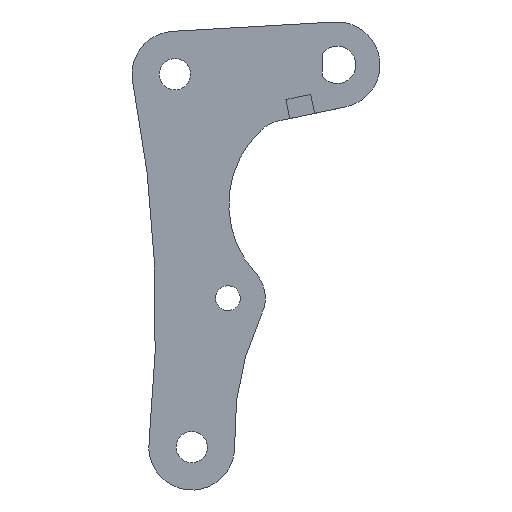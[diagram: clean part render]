
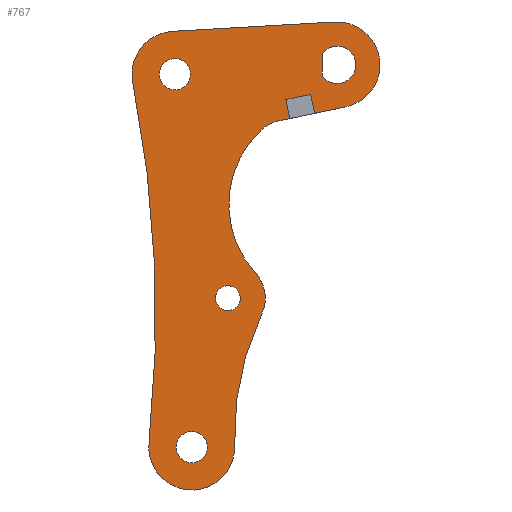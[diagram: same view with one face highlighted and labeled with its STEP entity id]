
A CAD part, left-side view. The second image highlights one B-rep face of the part: STEP entity #767.
In plain terms, the highlighted planar face has unit normal (-1, 0, 0).
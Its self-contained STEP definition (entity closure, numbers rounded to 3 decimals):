
#93=CARTESIAN_POINT('Vertex',(0.,4.,-3.)) ;
#96=CARTESIAN_POINT('Axis2P3D Location',(0.,0.,0.)) ;
#100=CARTESIAN_POINT('Vertex',(0.,4.,3.)) ;
#120=CARTESIAN_POINT('Line Origine',(0.,4.,0.)) ;
#155=CARTESIAN_POINT('Vertex',(0.,6.,-13.)) ;
#158=CARTESIAN_POINT('Line Origine',(0.,6.531,-10.455)) ;
#162=CARTESIAN_POINT('Vertex',(0.,7.062,-7.91)) ;
#189=CARTESIAN_POINT('Line Origine',(0.,10.391,-8.604)) ;
#193=CARTESIAN_POINT('Vertex',(0.,13.719,-9.299)) ;
#220=CARTESIAN_POINT('Line Origine',(0.,13.188,-11.844)) ;
#224=CARTESIAN_POINT('Vertex',(0.,12.657,-14.389)) ;
#257=CARTESIAN_POINT('Vertex',(0.,21.859,-55.749)) ;
#260=CARTESIAN_POINT('Axis2P3D Location',(0.,29.236,-62.5)) ;
#264=CARTESIAN_POINT('Vertex',(0.,20.208,-66.799)) ;
#291=CARTESIAN_POINT('Axis2P3D Location',(0.,-47.507,-99.045)) ;
#295=CARTESIAN_POINT('Vertex',(0.,27.437,-101.953)) ;
#322=CARTESIAN_POINT('Axis2P3D Location',(0.,38.928,-102.399)) ;
#326=CARTESIAN_POINT('Vertex',(0.,50.366,-101.203)) ;
#353=CARTESIAN_POINT('Axis2P3D Location',(0.,373.606,-67.424)) ;
#357=CARTESIAN_POINT('Vertex',(0.,54.712,-4.719)) ;
#384=CARTESIAN_POINT('Axis2P3D Location',(0.,43.428,-2.5)) ;
#388=CARTESIAN_POINT('Vertex',(0.,44.089,8.981)) ;
#415=CARTESIAN_POINT('Line Origine',(0.,22.375,10.231)) ;
#419=CARTESIAN_POINT('Vertex',(0.,0.661,11.481)) ;
#443=CARTESIAN_POINT('Vertex',(0.,32.153,-64.093)) ;
#448=CARTESIAN_POINT('Axis2P3D Location',(0.,29.236,-62.5)) ;
#452=CARTESIAN_POINT('Vertex',(0.,26.319,-60.907)) ;
#474=CARTESIAN_POINT('Axis2P3D Location',(0.,29.236,-62.5)) ;
#500=CARTESIAN_POINT('Vertex',(0.,42.603,-104.407)) ;
#505=CARTESIAN_POINT('Axis2P3D Location',(0.,38.928,-102.399)) ;
#509=CARTESIAN_POINT('Vertex',(0.,35.253,-100.391)) ;
#531=CARTESIAN_POINT('Axis2P3D Location',(0.,38.928,-102.399)) ;
#557=CARTESIAN_POINT('Vertex',(0.,47.103,-4.508)) ;
#562=CARTESIAN_POINT('Axis2P3D Location',(0.,43.428,-2.5)) ;
#566=CARTESIAN_POINT('Vertex',(0.,39.753,-0.492)) ;
#588=CARTESIAN_POINT('Axis2P3D Location',(0.,43.428,-2.5)) ;
#634=CARTESIAN_POINT('Axis2P3D Location',(0.,0.,0.)) ;
#638=CARTESIAN_POINT('Vertex',(0.,-2.349,-11.257)) ;
#706=CARTESIAN_POINT('Axis2P3D Location',(0.,0.,0.)) ;
#711=CARTESIAN_POINT('Line Origine',(0.,14.122,-14.695)) ;
#715=CARTESIAN_POINT('Vertex',(0.,15.588,-15.001)) ;
#718=CARTESIAN_POINT('Line Origine',(0.,1.825,-12.129)) ;
#723=CARTESIAN_POINT('Axis2P3D Location',(0.,1.773,-37.368)) ;
#727=CARTESIAN_POINT('Vertex',(0.,20.378,-17.489)) ;
#730=CARTESIAN_POINT('Axis2P3D Location',(0.,13.545,-24.79)) ;
#97=DIRECTION('Axis2P3D Direction',(1.,0.,0.)) ;
#121=DIRECTION('Vector Direction',(0.,0.,-1.)) ;
#159=DIRECTION('Vector Direction',(0.,-0.204,-0.979)) ;
#190=DIRECTION('Vector Direction',(0.,-0.979,0.204)) ;
#221=DIRECTION('Vector Direction',(0.,0.204,0.979)) ;
#261=DIRECTION('Axis2P3D Direction',(1.,0.,0.)) ;
#292=DIRECTION('Axis2P3D Direction',(1.,0.,0.)) ;
#323=DIRECTION('Axis2P3D Direction',(1.,0.,0.)) ;
#354=DIRECTION('Axis2P3D Direction',(1.,0.,0.)) ;
#385=DIRECTION('Axis2P3D Direction',(1.,0.,0.)) ;
#416=DIRECTION('Vector Direction',(0.,-0.998,0.057)) ;
#449=DIRECTION('Axis2P3D Direction',(-1.,0.,-0.)) ;
#475=DIRECTION('Axis2P3D Direction',(-1.,0.,-0.)) ;
#506=DIRECTION('Axis2P3D Direction',(-1.,0.,-0.)) ;
#532=DIRECTION('Axis2P3D Direction',(-1.,0.,-0.)) ;
#563=DIRECTION('Axis2P3D Direction',(-1.,0.,-0.)) ;
#589=DIRECTION('Axis2P3D Direction',(-1.,0.,-0.)) ;
#635=DIRECTION('Axis2P3D Direction',(1.,0.,0.)) ;
#707=DIRECTION('Axis2P3D Direction',(1.,0.,0.)) ;
#708=DIRECTION('Axis2P3D XDirection',(0.,1.,0.)) ;
#712=DIRECTION('Vector Direction',(0.,0.979,-0.204)) ;
#719=DIRECTION('Vector Direction',(0.,0.979,-0.204)) ;
#724=DIRECTION('Axis2P3D Direction',(1.,0.,0.)) ;
#731=DIRECTION('Axis2P3D Direction',(1.,0.,0.)) ;
#98=AXIS2_PLACEMENT_3D('Circle Axis2P3D',#96,#97,$) ;
#262=AXIS2_PLACEMENT_3D('Circle Axis2P3D',#260,#261,$) ;
#293=AXIS2_PLACEMENT_3D('Circle Axis2P3D',#291,#292,$) ;
#324=AXIS2_PLACEMENT_3D('Circle Axis2P3D',#322,#323,$) ;
#355=AXIS2_PLACEMENT_3D('Circle Axis2P3D',#353,#354,$) ;
#386=AXIS2_PLACEMENT_3D('Circle Axis2P3D',#384,#385,$) ;
#450=AXIS2_PLACEMENT_3D('Circle Axis2P3D',#448,#449,$) ;
#476=AXIS2_PLACEMENT_3D('Circle Axis2P3D',#474,#475,$) ;
#507=AXIS2_PLACEMENT_3D('Circle Axis2P3D',#505,#506,$) ;
#533=AXIS2_PLACEMENT_3D('Circle Axis2P3D',#531,#532,$) ;
#564=AXIS2_PLACEMENT_3D('Circle Axis2P3D',#562,#563,$) ;
#590=AXIS2_PLACEMENT_3D('Circle Axis2P3D',#588,#589,$) ;
#636=AXIS2_PLACEMENT_3D('Circle Axis2P3D',#634,#635,$) ;
#709=AXIS2_PLACEMENT_3D('Plane Axis2P3D',#706,#707,#708) ;
#725=AXIS2_PLACEMENT_3D('Circle Axis2P3D',#723,#724,$) ;
#732=AXIS2_PLACEMENT_3D('Circle Axis2P3D',#730,#731,$) ;
#736=ORIENTED_EDGE('',*,*,#717,.T.) ;
#737=ORIENTED_EDGE('',*,*,#226,.T.) ;
#738=ORIENTED_EDGE('',*,*,#195,.T.) ;
#739=ORIENTED_EDGE('',*,*,#164,.T.) ;
#740=ORIENTED_EDGE('',*,*,#722,.T.) ;
#741=ORIENTED_EDGE('',*,*,#640,.T.) ;
#742=ORIENTED_EDGE('',*,*,#421,.T.) ;
#743=ORIENTED_EDGE('',*,*,#390,.T.) ;
#744=ORIENTED_EDGE('',*,*,#359,.T.) ;
#745=ORIENTED_EDGE('',*,*,#328,.T.) ;
#746=ORIENTED_EDGE('',*,*,#297,.T.) ;
#747=ORIENTED_EDGE('',*,*,#266,.T.) ;
#748=ORIENTED_EDGE('',*,*,#729,.T.) ;
#749=ORIENTED_EDGE('',*,*,#734,.T.) ;
#752=ORIENTED_EDGE('',*,*,#124,.T.) ;
#753=ORIENTED_EDGE('',*,*,#102,.T.) ;
#756=ORIENTED_EDGE('',*,*,#478,.T.) ;
#757=ORIENTED_EDGE('',*,*,#454,.T.) ;
#760=ORIENTED_EDGE('',*,*,#535,.T.) ;
#761=ORIENTED_EDGE('',*,*,#511,.T.) ;
#764=ORIENTED_EDGE('',*,*,#592,.T.) ;
#765=ORIENTED_EDGE('',*,*,#568,.T.) ;
#754=FACE_BOUND('',#751,.T.) ;
#758=FACE_BOUND('',#755,.T.) ;
#762=FACE_BOUND('',#759,.T.) ;
#766=FACE_BOUND('',#763,.T.) ;
#122=VECTOR('Line Direction',#121,1.) ;
#160=VECTOR('Line Direction',#159,1.) ;
#191=VECTOR('Line Direction',#190,1.) ;
#222=VECTOR('Line Direction',#221,1.) ;
#417=VECTOR('Line Direction',#416,1.) ;
#713=VECTOR('Line Direction',#712,1.) ;
#720=VECTOR('Line Direction',#719,1.) ;
#767=ADVANCED_FACE('Corps principal',(#750,#754,#758,#762,#766),#710,.F.) ;
#99=CIRCLE('generated circle',#98,5.) ;
#263=CIRCLE('generated circle',#262,10.) ;
#294=CIRCLE('generated circle',#293,75.) ;
#325=CIRCLE('generated circle',#324,11.5) ;
#356=CIRCLE('generated circle',#355,325.) ;
#387=CIRCLE('generated circle',#386,11.5) ;
#451=CIRCLE('generated circle',#450,3.324) ;
#477=CIRCLE('generated circle',#476,3.324) ;
#508=CIRCLE('generated circle',#507,4.188) ;
#534=CIRCLE('generated circle',#533,4.188) ;
#565=CIRCLE('generated circle',#564,4.188) ;
#591=CIRCLE('generated circle',#590,4.188) ;
#637=CIRCLE('generated circle',#636,11.5) ;
#726=CIRCLE('generated circle',#725,27.227) ;
#733=CIRCLE('generated circle',#732,10.) ;
#102=EDGE_CURVE('',#101,#94,#99,.T.) ;
#124=EDGE_CURVE('',#94,#101,#123,.F.) ;
#164=EDGE_CURVE('',#163,#156,#161,.T.) ;
#195=EDGE_CURVE('',#194,#163,#192,.T.) ;
#226=EDGE_CURVE('',#225,#194,#223,.T.) ;
#266=EDGE_CURVE('',#265,#258,#263,.F.) ;
#297=EDGE_CURVE('',#296,#265,#294,.T.) ;
#328=EDGE_CURVE('',#327,#296,#325,.F.) ;
#359=EDGE_CURVE('',#358,#327,#356,.T.) ;
#390=EDGE_CURVE('',#389,#358,#387,.F.) ;
#421=EDGE_CURVE('',#420,#389,#418,.F.) ;
#454=EDGE_CURVE('',#453,#444,#451,.F.) ;
#478=EDGE_CURVE('',#444,#453,#477,.F.) ;
#511=EDGE_CURVE('',#510,#501,#508,.F.) ;
#535=EDGE_CURVE('',#501,#510,#534,.F.) ;
#568=EDGE_CURVE('',#567,#558,#565,.F.) ;
#592=EDGE_CURVE('',#558,#567,#591,.F.) ;
#640=EDGE_CURVE('',#639,#420,#637,.F.) ;
#717=EDGE_CURVE('',#716,#225,#714,.F.) ;
#722=EDGE_CURVE('',#156,#639,#721,.F.) ;
#729=EDGE_CURVE('',#258,#728,#726,.T.) ;
#734=EDGE_CURVE('',#728,#716,#733,.T.) ;
#735=EDGE_LOOP('',(#736,#737,#738,#739,#740,#741,#742,#743,#744,#745,#746,#747,#748,#749)) ;
#751=EDGE_LOOP('',(#752,#753)) ;
#755=EDGE_LOOP('',(#756,#757)) ;
#759=EDGE_LOOP('',(#760,#761)) ;
#763=EDGE_LOOP('',(#764,#765)) ;
#750=FACE_OUTER_BOUND('',#735,.T.) ;
#123=LINE('Line',#120,#122) ;
#161=LINE('Line',#158,#160) ;
#192=LINE('Line',#189,#191) ;
#223=LINE('Line',#220,#222) ;
#418=LINE('Line',#415,#417) ;
#714=LINE('Line',#711,#713) ;
#721=LINE('Line',#718,#720) ;
#710=PLANE('',#709) ;
#94=VERTEX_POINT('',#93) ;
#101=VERTEX_POINT('',#100) ;
#156=VERTEX_POINT('',#155) ;
#163=VERTEX_POINT('',#162) ;
#194=VERTEX_POINT('',#193) ;
#225=VERTEX_POINT('',#224) ;
#258=VERTEX_POINT('',#257) ;
#265=VERTEX_POINT('',#264) ;
#296=VERTEX_POINT('',#295) ;
#327=VERTEX_POINT('',#326) ;
#358=VERTEX_POINT('',#357) ;
#389=VERTEX_POINT('',#388) ;
#420=VERTEX_POINT('',#419) ;
#444=VERTEX_POINT('',#443) ;
#453=VERTEX_POINT('',#452) ;
#501=VERTEX_POINT('',#500) ;
#510=VERTEX_POINT('',#509) ;
#558=VERTEX_POINT('',#557) ;
#567=VERTEX_POINT('',#566) ;
#639=VERTEX_POINT('',#638) ;
#716=VERTEX_POINT('',#715) ;
#728=VERTEX_POINT('',#727) ;
